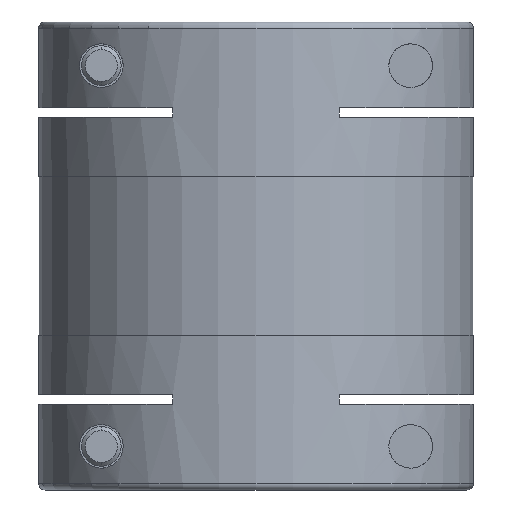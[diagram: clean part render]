
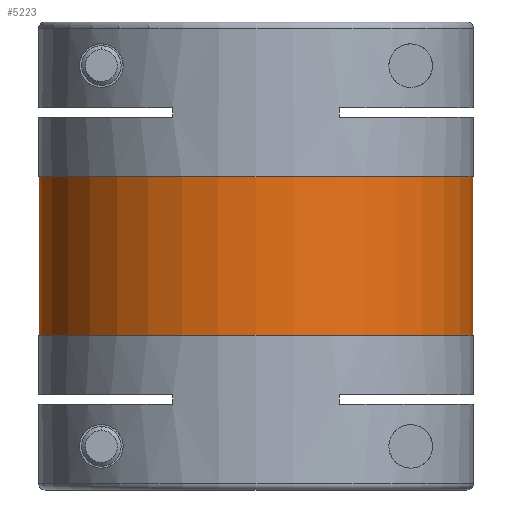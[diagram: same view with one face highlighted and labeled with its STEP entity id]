
A CAD part, front view. The second image highlights one B-rep face of the part: STEP entity #5223.
In plain terms, the highlighted cylindrical face has radius 27.35 mm (diameter 54.7 mm), a partial arc.
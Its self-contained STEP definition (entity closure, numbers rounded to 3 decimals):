
#67 = LINE ( 'NONE', #1748, #5215 ) ;
#81 = CARTESIAN_POINT ( 'NONE',  ( 27.35, 0., -59. ) ) ;
#563 = EDGE_CURVE ( 'NONE', #1096, #1270, #5589, .T. ) ;
#800 = CARTESIAN_POINT ( 'NONE',  ( 0., 0., -39.5 ) ) ;
#834 = DIRECTION ( 'NONE',  ( -1., 0., 0. ) ) ;
#884 = VERTEX_POINT ( 'NONE', #1269 ) ;
#1093 = CARTESIAN_POINT ( 'NONE',  ( 27.35, 0., -19.5 ) ) ;
#1096 = VERTEX_POINT ( 'NONE', #2976 ) ;
#1247 = CARTESIAN_POINT ( 'NONE',  ( 0., 0., -59. ) ) ;
#1252 = DIRECTION ( 'NONE',  ( -1., 0., 0. ) ) ;
#1269 = CARTESIAN_POINT ( 'NONE',  ( -27.35, 0., -39.5 ) ) ;
#1270 = VERTEX_POINT ( 'NONE', #1093 ) ;
#1281 = CARTESIAN_POINT ( 'NONE',  ( 0., 0., -19.5 ) ) ;
#1420 = AXIS2_PLACEMENT_3D ( 'NONE', #1281, #4250, #1252 ) ;
#1523 = DIRECTION ( 'NONE',  ( 0., 0., -1. ) ) ;
#1635 = DIRECTION ( 'NONE',  ( -1., 0., 0. ) ) ;
#1663 = AXIS2_PLACEMENT_3D ( 'NONE', #800, #1523, #1635 ) ;
#1748 = CARTESIAN_POINT ( 'NONE',  ( -27.35, 0., -59. ) ) ;
#1755 = AXIS2_PLACEMENT_3D ( 'NONE', #1247, #4594, #834 ) ;
#1836 = DIRECTION ( 'NONE',  ( 0., 0., 1. ) ) ;
#1862 = CIRCLE ( 'NONE', #1420, 27.35 ) ;
#2009 = FACE_OUTER_BOUND ( 'NONE', #2866, .T. ) ;
#2866 = EDGE_LOOP ( 'NONE', ( #2918, #5046, #2972, #3320 ) ) ;
#2918 = ORIENTED_EDGE ( 'NONE', *, *, #3273, .F. ) ;
#2972 = ORIENTED_EDGE ( 'NONE', *, *, #4995, .T. ) ;
#2976 = CARTESIAN_POINT ( 'NONE',  ( 27.35, 0., -39.5 ) ) ;
#3273 = EDGE_CURVE ( 'NONE', #1096, #884, #5299, .T. ) ;
#3320 = ORIENTED_EDGE ( 'NONE', *, *, #5317, .F. ) ;
#3568 = VERTEX_POINT ( 'NONE', #3714 ) ;
#3714 = CARTESIAN_POINT ( 'NONE',  ( -27.35, 0., -19.5 ) ) ;
#4250 = DIRECTION ( 'NONE',  ( 0., 0., -1. ) ) ;
#4594 = DIRECTION ( 'NONE',  ( 0., 0., 1. ) ) ;
#4995 = EDGE_CURVE ( 'NONE', #1270, #3568, #1862, .T. ) ;
#5046 = ORIENTED_EDGE ( 'NONE', *, *, #563, .T. ) ;
#5076 = CYLINDRICAL_SURFACE ( 'NONE', #1755, 27.35 ) ;
#5215 = VECTOR ( 'NONE', #1836, 1000. ) ;
#5223 = ADVANCED_FACE ( 'NONE', ( #2009 ), #5076, .T. ) ;
#5243 = DIRECTION ( 'NONE',  ( 0., 0., 1. ) ) ;
#5299 = CIRCLE ( 'NONE', #1663, 27.35 ) ;
#5317 = EDGE_CURVE ( 'NONE', #884, #3568, #67, .T. ) ;
#5483 = VECTOR ( 'NONE', #5243, 1000. ) ;
#5589 = LINE ( 'NONE', #81, #5483 ) ;
